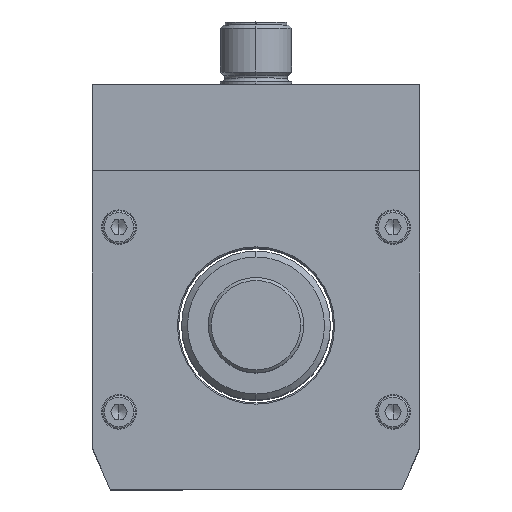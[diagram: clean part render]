
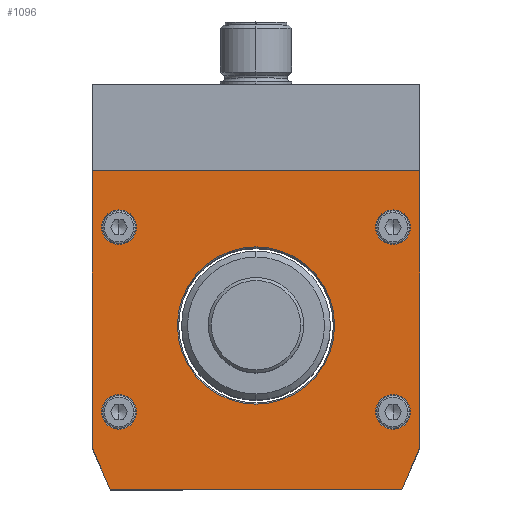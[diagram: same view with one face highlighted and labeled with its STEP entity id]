
A CAD part, top view. The second image highlights one B-rep face of the part: STEP entity #1096.
In plain terms, the highlighted planar face has unit normal (0, 0, 1).
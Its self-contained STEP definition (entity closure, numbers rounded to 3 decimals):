
#1096=ADVANCED_FACE('42:110',(#2059,#2060,#2061,#2062,#2063,#2064),#2065,.F.);
#2059=FACE_BOUND('',#3057,.T.);
#2060=FACE_BOUND('',#3058,.T.);
#2061=FACE_OUTER_BOUND('',#3059,.T.);
#2062=FACE_BOUND('',#3060,.T.);
#2063=FACE_BOUND('',#3061,.T.);
#2064=FACE_BOUND('',#3062,.T.);
#2065=PLANE('',#3063);
#3057=EDGE_LOOP('',(#5302,#5303));
#3058=EDGE_LOOP('',(#5304,#5305));
#3059=EDGE_LOOP('',(#5306,#5307,#5308,#5309,#5310,#5311));
#3060=EDGE_LOOP('',(#5312,#5313));
#3061=EDGE_LOOP('',(#5314,#5315));
#3062=EDGE_LOOP('',(#5316,#5317));
#3063=AXIS2_PLACEMENT_3D('',#5318,#5319,#5320);
#5302=ORIENTED_EDGE('',*,*,#6694,.T.);
#5303=ORIENTED_EDGE('',*,*,#6505,.T.);
#5304=ORIENTED_EDGE('',*,*,#6626,.F.);
#5305=ORIENTED_EDGE('',*,*,#6775,.F.);
#5306=ORIENTED_EDGE('',*,*,#6810,.F.);
#5307=ORIENTED_EDGE('',*,*,#6811,.F.);
#5308=ORIENTED_EDGE('',*,*,#5942,.F.);
#5309=ORIENTED_EDGE('',*,*,#6760,.F.);
#5310=ORIENTED_EDGE('',*,*,#6556,.F.);
#5311=ORIENTED_EDGE('',*,*,#6211,.F.);
#5312=ORIENTED_EDGE('',*,*,#5935,.F.);
#5313=ORIENTED_EDGE('',*,*,#6812,.F.);
#5314=ORIENTED_EDGE('',*,*,#6582,.F.);
#5315=ORIENTED_EDGE('',*,*,#6570,.F.);
#5316=ORIENTED_EDGE('',*,*,#6163,.T.);
#5317=ORIENTED_EDGE('',*,*,#5959,.T.);
#5318=CARTESIAN_POINT('',(-26.,26.,3.5));
#5319=DIRECTION('',(0.0,0.0,-1.0));
#5320=DIRECTION('',(-1.0,0.0,0.0));
#5935=EDGE_CURVE('42:179',#7443,#7439,#7445,.T.);
#5942=EDGE_CURVE('42:206',#7455,#7457,#7458,.T.);
#5959=EDGE_CURVE('',#7487,#7485,#7488,.T.);
#6163=EDGE_CURVE('42:173',#7485,#7487,#7847,.T.);
#6211=EDGE_CURVE('42:212',#7925,#7920,#7927,.T.);
#6505=EDGE_CURVE('',#8383,#8381,#8384,.T.);
#6556=EDGE_CURVE('42:140',#7920,#8454,#8455,.T.);
#6570=EDGE_CURVE('',#8472,#8467,#8474,.F.);
#6582=EDGE_CURVE('42:176',#8467,#8472,#8489,.F.);
#6626=EDGE_CURVE('42:182',#8542,#8544,#8545,.F.);
#6694=EDGE_CURVE('42:185',#8381,#8383,#8629,.T.);
#6760=EDGE_CURVE('42:209',#8454,#7455,#8708,.T.);
#6775=EDGE_CURVE('',#8544,#8542,#8727,.F.);
#6810=EDGE_CURVE('42:191',#8769,#7925,#8770,.T.);
#6811=EDGE_CURVE('42:200',#7457,#8769,#8771,.T.);
#6812=EDGE_CURVE('',#7439,#7443,#8772,.T.);
#7439=VERTEX_POINT('',#9039);
#7443=VERTEX_POINT('',#9044);
#7445=CIRCLE('',#9047,13.2);
#7455=VERTEX_POINT('',#9058);
#7457=VERTEX_POINT('',#9061);
#7458=LINE('',#9062,#9063);
#7485=VERTEX_POINT('',#9091);
#7487=VERTEX_POINT('',#9094);
#7488=CIRCLE('',#9095,2.9);
#7847=CIRCLE('',#9613,2.9);
#7920=VERTEX_POINT('',#9696);
#7925=VERTEX_POINT('',#9703);
#7927=LINE('',#9706,#9707);
#8381=VERTEX_POINT('',#10412);
#8383=VERTEX_POINT('',#10415);
#8384=CIRCLE('',#10416,2.9);
#8454=VERTEX_POINT('',#10519);
#8455=LINE('',#10520,#10521);
#8467=VERTEX_POINT('',#10544);
#8472=VERTEX_POINT('',#10550);
#8474=CIRCLE('',#10553,2.9);
#8489=CIRCLE('',#10578,2.9);
#8542=VERTEX_POINT('',#10639);
#8544=VERTEX_POINT('',#10642);
#8545=CIRCLE('',#10643,2.9);
#8629=CIRCLE('',#10747,2.9);
#8708=LINE('',#10867,#10868);
#8727=CIRCLE('',#10891,2.9);
#8769=VERTEX_POINT('',#10953);
#8770=LINE('',#10954,#10955);
#8771=LINE('',#10956,#10957);
#8772=CIRCLE('',#10958,13.2);
#9039=CARTESIAN_POINT('',(-13.2,0.,3.5));
#9044=CARTESIAN_POINT('',(13.2,0.,3.5));
#9047=AXIS2_PLACEMENT_3D('',#11346,#11347,#11348);
#9058=CARTESIAN_POINT('',(27.5,-20.5,3.5));
#9061=CARTESIAN_POINT('',(24.5,-27.5,3.5));
#9062=CARTESIAN_POINT('',(31.017,-12.293,3.5));
#9063=VECTOR('',#11357,1.);
#9091=CARTESIAN_POINT('',(-20.1,16.5,3.5));
#9094=CARTESIAN_POINT('',(-25.9,16.5,3.5));
#9095=AXIS2_PLACEMENT_3D('',#11390,#11391,#11392);
#9613=AXIS2_PLACEMENT_3D('',#11710,#11711,#11712);
#9696=CARTESIAN_POINT('',(-27.5,26.,3.5));
#9703=CARTESIAN_POINT('',(-27.5,-20.5,3.5));
#9706=CARTESIAN_POINT('',(-27.5,13.,3.5));
#9707=VECTOR('',#11795,1.0);
#10412=CARTESIAN_POINT('',(20.1,-14.5,3.5));
#10415=CARTESIAN_POINT('',(25.9,-14.5,3.5));
#10416=AXIS2_PLACEMENT_3D('',#12259,#12260,#12261);
#10519=CARTESIAN_POINT('',(27.5,26.,3.5));
#10520=CARTESIAN_POINT('',(-13.,26.,3.5));
#10521=VECTOR('',#12331,1.0);
#10544=CARTESIAN_POINT('',(-20.1,-14.5,3.5));
#10550=CARTESIAN_POINT('',(-25.9,-14.5,3.5));
#10553=AXIS2_PLACEMENT_3D('',#12345,#12346,#12347);
#10578=AXIS2_PLACEMENT_3D('',#12364,#12365,#12366);
#10639=CARTESIAN_POINT('',(20.1,16.5,3.5));
#10642=CARTESIAN_POINT('',(25.9,16.5,3.5));
#10643=AXIS2_PLACEMENT_3D('',#12430,#12431,#12432);
#10747=AXIS2_PLACEMENT_3D('',#12522,#12523,#12524);
#10867=CARTESIAN_POINT('',(27.5,13.,3.5));
#10868=VECTOR('',#12600,1.0);
#10891=AXIS2_PLACEMENT_3D('',#12614,#12615,#12616);
#10953=CARTESIAN_POINT('',(-24.5,-27.5,3.5));
#10954=CARTESIAN_POINT('',(-35.052,-2.879,3.5));
#10955=VECTOR('',#12646,1.0);
#10956=CARTESIAN_POINT('',(-13.,-27.5,3.5));
#10957=VECTOR('',#12647,1.0);
#10958=AXIS2_PLACEMENT_3D('',#12648,#12649,#12650);
#11346=CARTESIAN_POINT('',(0.,0.,3.5));
#11347=DIRECTION('',(0.0,0.0,1.0));
#11348=DIRECTION('',(-1.0,0.0,0.0));
#11357=DIRECTION('',(-0.394,-0.919,-0.0));
#11390=CARTESIAN_POINT('',(-23.,16.5,3.5));
#11391=DIRECTION('',(0.0,0.0,-1.0));
#11392=DIRECTION('',(-1.0,0.0,0.0));
#11710=CARTESIAN_POINT('',(-23.,16.5,3.5));
#11711=DIRECTION('',(0.0,0.0,-1.0));
#11712=DIRECTION('',(-1.0,0.0,0.0));
#11795=DIRECTION('',(0.0,1.0,0.0));
#12259=CARTESIAN_POINT('',(23.,-14.5,3.5));
#12260=DIRECTION('',(0.0,0.0,-1.0));
#12261=DIRECTION('',(1.0,0.0,0.0));
#12331=DIRECTION('',(1.0,0.,0.0));
#12345=CARTESIAN_POINT('',(-23.,-14.5,3.5));
#12346=DIRECTION('',(0.0,0.0,-1.0));
#12347=DIRECTION('',(-1.0,0.0,0.0));
#12364=CARTESIAN_POINT('',(-23.,-14.5,3.5));
#12365=DIRECTION('',(0.0,0.0,-1.0));
#12366=DIRECTION('',(-1.0,0.0,0.0));
#12430=CARTESIAN_POINT('',(23.,16.5,3.5));
#12431=DIRECTION('',(0.0,0.0,-1.0));
#12432=DIRECTION('',(1.0,0.0,0.0));
#12522=CARTESIAN_POINT('',(23.,-14.5,3.5));
#12523=DIRECTION('',(0.0,0.0,-1.0));
#12524=DIRECTION('',(1.0,0.0,0.0));
#12600=DIRECTION('',(0.,-1.0,0.0));
#12614=CARTESIAN_POINT('',(23.,16.5,3.5));
#12615=DIRECTION('',(0.0,0.0,-1.0));
#12616=DIRECTION('',(1.0,0.0,0.0));
#12646=DIRECTION('',(-0.394,0.919,0.0));
#12647=DIRECTION('',(-1.0,0.0,0.0));
#12648=CARTESIAN_POINT('',(0.,0.,3.5));
#12649=DIRECTION('',(0.0,0.0,1.0));
#12650=DIRECTION('',(-1.0,0.0,0.0));
